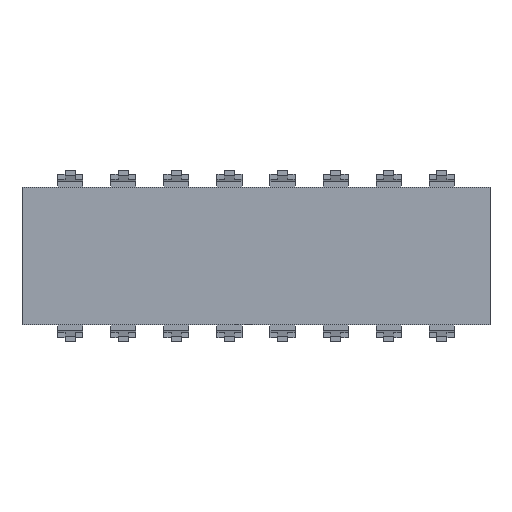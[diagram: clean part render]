
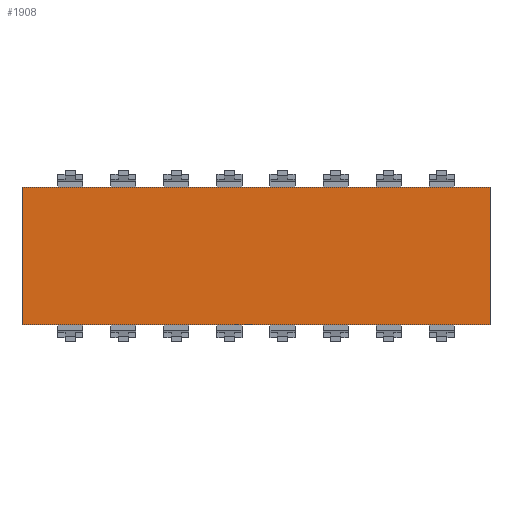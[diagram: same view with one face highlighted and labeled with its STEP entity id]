
A CAD part, front view. The second image highlights one B-rep face of the part: STEP entity #1908.
In plain terms, the highlighted planar face has unit normal (0, -1, 0).
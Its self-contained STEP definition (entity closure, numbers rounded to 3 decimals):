
#1444=EDGE_CURVE('',#2028,#3508,#4269,.T.);
#1908=ADVANCED_FACE('',(#4778),#4779,.F.);
#2028=VERTEX_POINT('',#4912);
#2080=EDGE_CURVE('',#3890,#2028,#4971,.T.);
#2116=EDGE_CURVE('',#2882,#3508,#5010,.T.);
#2444=EDGE_CURVE('',#2882,#3890,#5379,.T.);
#2882=VERTEX_POINT('',#5862);
#3508=VERTEX_POINT('',#6549);
#3890=VERTEX_POINT('',#6965);
#4269=LINE('',#7379,#7380);
#4778=FACE_OUTER_BOUND('',#8119,.T.);
#4779=PLANE('',#8120);
#4912=CARTESIAN_POINT('',(11.2,4.6,-3.3));
#4971=LINE('',#8385,#8386);
#5010=LINE('',#8440,#8441);
#5379=LINE('',#8951,#8952);
#5862=CARTESIAN_POINT('',(-11.2,4.6,3.3));
#6549=CARTESIAN_POINT('',(-11.2,4.6,-3.3));
#6965=CARTESIAN_POINT('',(11.2,4.6,3.3));
#7379=CARTESIAN_POINT('',(0.0,4.6,-3.3));
#7380=VECTOR('',#11856,1.0);
#8119=EDGE_LOOP('',(#12363,#12364,#12365,#12366));
#8120=AXIS2_PLACEMENT_3D('',#12367,#12368,#12369);
#8385=CARTESIAN_POINT('',(11.2,4.6,0.0));
#8386=VECTOR('',#12578,1.0);
#8440=CARTESIAN_POINT('',(-11.2,4.6,0.0));
#8441=VECTOR('',#12610,1.0);
#8951=CARTESIAN_POINT('',(0.0,4.6,3.3));
#8952=VECTOR('',#13003,1.0);
#11856=DIRECTION('',(-1.0,0.0,0.0));
#12363=ORIENTED_EDGE('',*,*,#2116,.T.);
#12364=ORIENTED_EDGE('',*,*,#1444,.F.);
#12365=ORIENTED_EDGE('',*,*,#2080,.F.);
#12366=ORIENTED_EDGE('',*,*,#2444,.F.);
#12367=CARTESIAN_POINT('',(0.0,4.6,0.0));
#12368=DIRECTION('',(0.0,1.0,0.0));
#12369=DIRECTION('',(1.0,0.0,-0.0));
#12578=DIRECTION('',(0.0,0.0,-1.0));
#12610=DIRECTION('',(0.0,0.0,-1.0));
#13003=DIRECTION('',(1.0,0.0,0.0));
